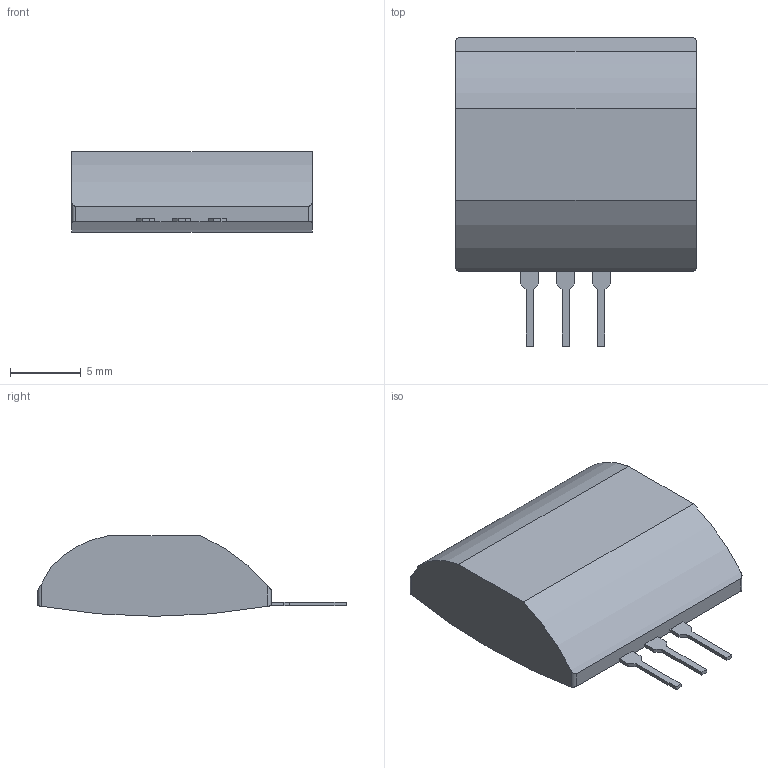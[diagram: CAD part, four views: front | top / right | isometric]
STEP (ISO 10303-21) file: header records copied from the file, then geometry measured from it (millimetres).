
FILE_DESCRIPTION (( 'STEP AP214' ), '1' );
FILE_NAME ('BP5293-50.STEP', '2021-10-26T10:42:59', ( '' ), ( '' ), 'SwSTEP 2.0', 'SolidWorks 2018', '' );
FILE_SCHEMA (( 'AUTOMOTIVE_DESIGN' ));
Length unit declared in the file: millimetre
Products named in the file (2): BP5293-50
Bounding box: 17 x 21.8 x 5.7 mm (x, y, z)
Volume: 1293.2 mm3; surface area: 830.7 mm2
Topology: 1 solids, 1 shells, 40 faces, 108 edges, 70 vertices
Faces by surface type: plane 33, cylinder 7
Entity records: 1598 total; most frequent: CARTESIAN_POINT 260, ORIENTED_EDGE 216, DIRECTION 190, EDGE_CURVE 108, LINE 94, VECTOR 94, VERTEX_POINT 70, AXIS2_PLACEMENT_3D 48
